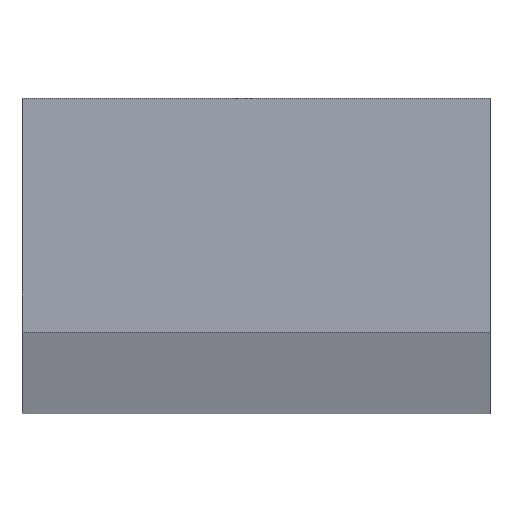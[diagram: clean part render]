
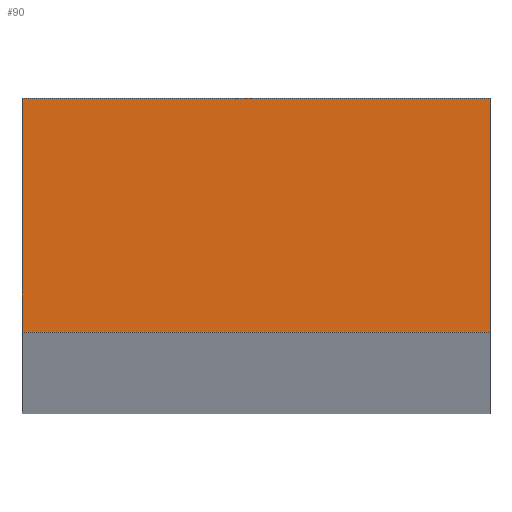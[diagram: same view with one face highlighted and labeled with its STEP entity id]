
A CAD part, top view. The second image highlights one B-rep face of the part: STEP entity #90.
In plain terms, the highlighted planar face has unit normal (0, 0, 1).
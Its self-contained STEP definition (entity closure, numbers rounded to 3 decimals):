
#3 = VECTOR ( 'NONE', #120, 1000. ) ;
#17 = VECTOR ( 'NONE', #197, 1000. ) ;
#19 = VECTOR ( 'NONE', #190, 1000. ) ;
#20 = FACE_OUTER_BOUND ( 'NONE', #178, .T. ) ;
#26 = AXIS2_PLACEMENT_3D ( 'NONE', #102, #103, #101 ) ;
#36 = VECTOR ( 'NONE', #113, 1000. ) ;
#74 = EDGE_CURVE ( 'NONE', #140, #143, #194, .T. ) ;
#75 = EDGE_CURVE ( 'NONE', #139, #144, #159, .T. ) ;
#79 = EDGE_CURVE ( 'NONE', #144, #140, #187, .T. ) ;
#82 = EDGE_CURVE ( 'NONE', #143, #139, #119, .T. ) ;
#90 = ADVANCED_FACE ( 'NONE', ( #20 ), #106, .T. ) ;
#95 = CARTESIAN_POINT ( 'NONE',  ( -10., -5., 1000. ) ) ;
#96 = CARTESIAN_POINT ( 'NONE',  ( 10., 5., 1000. ) ) ;
#101 = DIRECTION ( 'NONE',  ( 1., 0., 0. ) ) ;
#102 = CARTESIAN_POINT ( 'NONE',  ( 0., 0., 1000. ) ) ;
#103 = DIRECTION ( 'NONE',  ( 0., 0., 1. ) ) ;
#106 = PLANE ( 'NONE',  #26 ) ;
#113 = DIRECTION ( 'NONE',  ( 0., -1., 0. ) ) ;
#119 = LINE ( 'NONE', #138, #3 ) ;
#120 = DIRECTION ( 'NONE',  ( 0., 1., 0. ) ) ;
#138 = CARTESIAN_POINT ( 'NONE',  ( 10., 5., 1000. ) ) ;
#139 = VERTEX_POINT ( 'NONE', #96 ) ;
#140 = VERTEX_POINT ( 'NONE', #95 ) ;
#143 = VERTEX_POINT ( 'NONE', #156 ) ;
#144 = VERTEX_POINT ( 'NONE', #157 ) ;
#153 = ORIENTED_EDGE ( 'NONE', *, *, #82, .T. ) ;
#154 = ORIENTED_EDGE ( 'NONE', *, *, #74, .T. ) ;
#156 = CARTESIAN_POINT ( 'NONE',  ( 10., -5., 1000. ) ) ;
#157 = CARTESIAN_POINT ( 'NONE',  ( -10., 5., 1000. ) ) ;
#159 = LINE ( 'NONE', #192, #19 ) ;
#160 = ORIENTED_EDGE ( 'NONE', *, *, #79, .T. ) ;
#161 = CARTESIAN_POINT ( 'NONE',  ( -10., 5., 1000. ) ) ;
#163 = ORIENTED_EDGE ( 'NONE', *, *, #75, .T. ) ;
#178 = EDGE_LOOP ( 'NONE', ( #160, #154, #153, #163 ) ) ;
#187 = LINE ( 'NONE', #161, #36 ) ;
#190 = DIRECTION ( 'NONE',  ( -1., 0., 0. ) ) ;
#192 = CARTESIAN_POINT ( 'NONE',  ( -10., 5., 1000. ) ) ;
#194 = LINE ( 'NONE', #195, #17 ) ;
#195 = CARTESIAN_POINT ( 'NONE',  ( -10., -5., 1000. ) ) ;
#197 = DIRECTION ( 'NONE',  ( 1., 0., 0. ) ) ;
